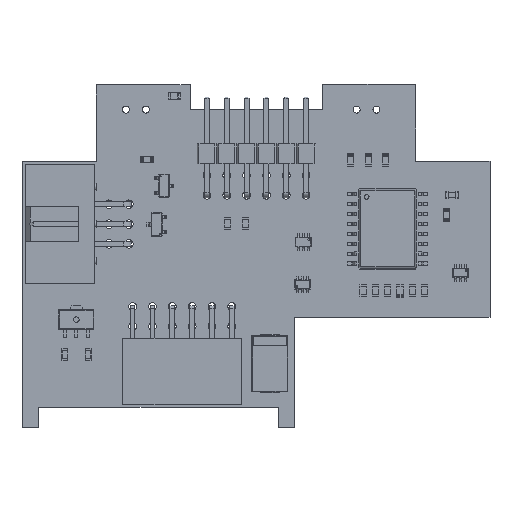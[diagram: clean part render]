
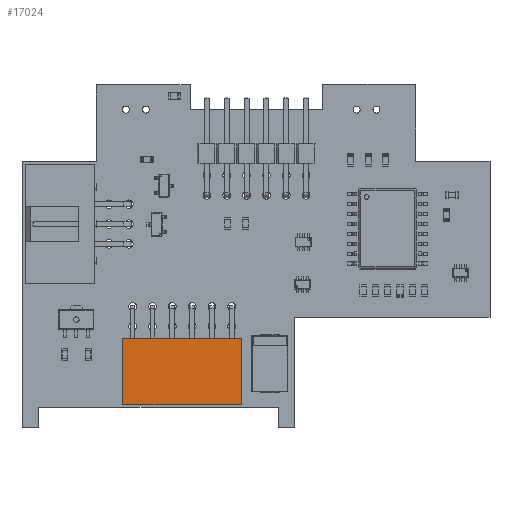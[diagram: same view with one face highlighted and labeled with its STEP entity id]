
A CAD part, top view. The second image highlights one B-rep face of the part: STEP entity #17024.
In plain terms, the highlighted planar face has unit normal (0, 0, 1).
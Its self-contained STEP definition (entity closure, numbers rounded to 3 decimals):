
#17024 = ADVANCED_FACE('',(#17025),#17059,.F.);
#17025 = FACE_BOUND('',#17026,.F.);
#17026 = EDGE_LOOP('',(#17027,#17037,#17045,#17053));
#17027 = ORIENTED_EDGE('',*,*,#17028,.T.);
#17028 = EDGE_CURVE('',#17029,#17031,#17033,.T.);
#17029 = VERTEX_POINT('',#17030);
#17030 = CARTESIAN_POINT('',(-4.06,-13.97,5.08));
#17031 = VERTEX_POINT('',#17032);
#17032 = CARTESIAN_POINT('',(-12.57,-13.97,5.08));
#17033 = LINE('',#17034,#17035);
#17034 = CARTESIAN_POINT('',(-4.06,-13.97,5.08));
#17035 = VECTOR('',#17036,1.);
#17036 = DIRECTION('',(-1.,0.,0.));
#17037 = ORIENTED_EDGE('',*,*,#17038,.T.);
#17038 = EDGE_CURVE('',#17031,#17039,#17041,.T.);
#17039 = VERTEX_POINT('',#17040);
#17040 = CARTESIAN_POINT('',(-12.57,1.27,5.08));
#17041 = LINE('',#17042,#17043);
#17042 = CARTESIAN_POINT('',(-12.57,-13.97,5.08));
#17043 = VECTOR('',#17044,1.);
#17044 = DIRECTION('',(0.,1.,0.));
#17045 = ORIENTED_EDGE('',*,*,#17046,.F.);
#17046 = EDGE_CURVE('',#17047,#17039,#17049,.T.);
#17047 = VERTEX_POINT('',#17048);
#17048 = CARTESIAN_POINT('',(-4.06,1.27,5.08));
#17049 = LINE('',#17050,#17051);
#17050 = CARTESIAN_POINT('',(-4.06,1.27,5.08));
#17051 = VECTOR('',#17052,1.);
#17052 = DIRECTION('',(-1.,0.,0.));
#17053 = ORIENTED_EDGE('',*,*,#17054,.F.);
#17054 = EDGE_CURVE('',#17029,#17047,#17055,.T.);
#17055 = LINE('',#17056,#17057);
#17056 = CARTESIAN_POINT('',(-4.06,-13.97,5.08));
#17057 = VECTOR('',#17058,1.);
#17058 = DIRECTION('',(0.,1.,0.));
#17059 = PLANE('',#17060);
#17060 = AXIS2_PLACEMENT_3D('',#17061,#17062,#17063);
#17061 = CARTESIAN_POINT('',(-4.06,-13.97,5.08));
#17062 = DIRECTION('',(0.,0.,-1.));
#17063 = DIRECTION('',(0.,1.,0.));
